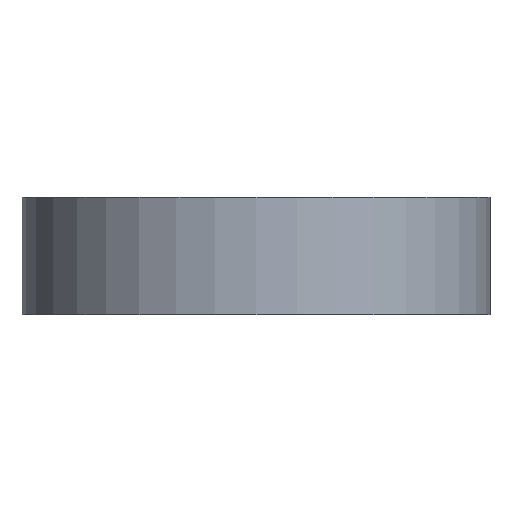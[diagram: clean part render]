
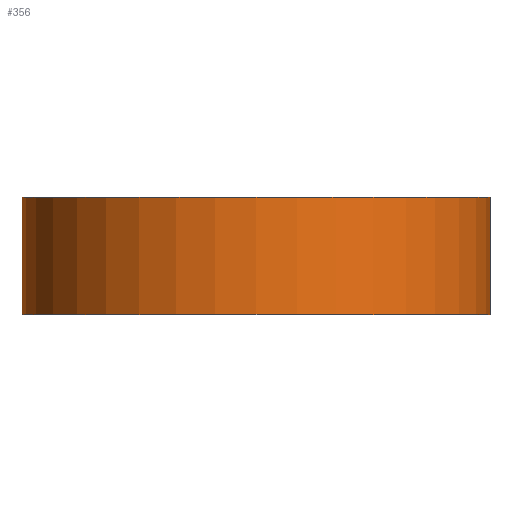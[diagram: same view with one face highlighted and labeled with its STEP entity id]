
A CAD part, left-side view. The second image highlights one B-rep face of the part: STEP entity #356.
In plain terms, the highlighted cylindrical face has radius 30 mm (diameter 60 mm), a full revolution.
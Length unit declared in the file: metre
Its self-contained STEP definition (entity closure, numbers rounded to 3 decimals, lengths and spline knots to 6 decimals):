
#99=ORIENTED_EDGE('',*,*,#195,.F.);
#100=ORIENTED_EDGE('',*,*,#196,.T.);
#195=EDGE_CURVE('',#243,#243,#271,.T.);
#196=EDGE_CURVE('',#244,#244,#272,.T.);
#243=VERTEX_POINT('',#574);
#244=VERTEX_POINT('',#576);
#271=CIRCLE('',#399,0.03);
#272=CIRCLE('',#400,0.03);
#288=EDGE_LOOP('',(#99));
#289=EDGE_LOOP('',(#100));
#322=FACE_BOUND('',#288,.T.);
#323=FACE_BOUND('',#289,.T.);
#352=CYLINDRICAL_SURFACE('',#398,0.03);
#356=ADVANCED_FACE('',(#322,#323),#352,.T.);
#398=AXIS2_PLACEMENT_3D('',#572,#456,#457);
#399=AXIS2_PLACEMENT_3D('',#573,#458,#459);
#400=AXIS2_PLACEMENT_3D('',#575,#460,#461);
#456=DIRECTION('',(0.,0.,-1.));
#457=DIRECTION('',(-1.,0.,0.));
#458=DIRECTION('',(0.,0.,1.));
#459=DIRECTION('',(1.,0.,0.));
#460=DIRECTION('',(0.,0.,1.));
#461=DIRECTION('',(1.,0.,0.));
#572=CARTESIAN_POINT('',(0.,0.,0.0075));
#573=CARTESIAN_POINT('',(0.,0.,0.0075));
#574=CARTESIAN_POINT('',(0.03,0.,0.0075));
#575=CARTESIAN_POINT('',(0.,0.,-0.0075));
#576=CARTESIAN_POINT('',(0.03,0.,-0.0075));
